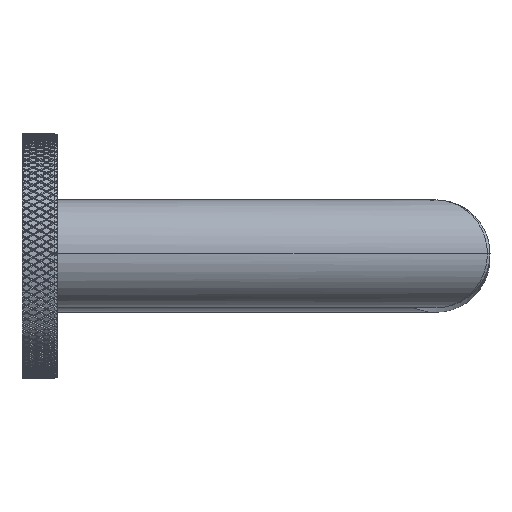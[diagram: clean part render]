
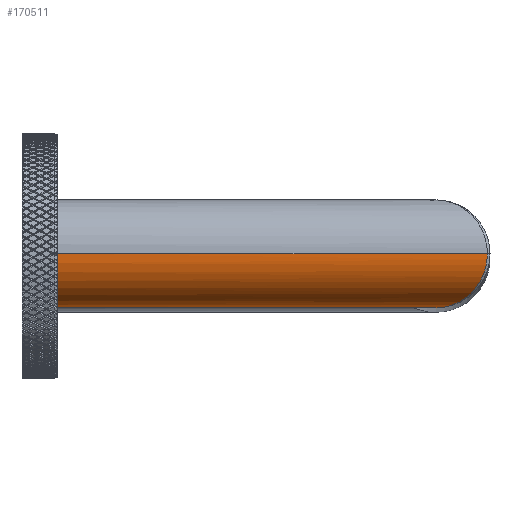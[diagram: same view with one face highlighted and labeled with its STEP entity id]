
A CAD part, top view. The second image highlights one B-rep face of the part: STEP entity #170511.
In plain terms, the highlighted cylindrical face has radius 9.995 mm (diameter 19.99 mm), a partial arc.
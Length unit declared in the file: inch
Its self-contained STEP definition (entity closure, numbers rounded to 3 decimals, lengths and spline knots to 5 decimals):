
#7=DIRECTION('',(1.,0.,0.));
#8=VECTOR('',#7,2.3425);
#9=CARTESIAN_POINT('',(0.,0.,8.6065));
#10=LINE('',#9,#8);
#41830=CARTESIAN_POINT('',(0.,0.,9.));
#41831=DIRECTION('',(1.,0.,0.));
#41832=DIRECTION('',(0.,0.,1.));
#41833=AXIS2_PLACEMENT_3D('',#41830,#41831,#41832);
#41835=DIRECTION('',(1.,0.,0.));
#41836=VECTOR('',#41835,3.1295);
#41837=CARTESIAN_POINT('',(0.,0.,9.3935));
#41838=LINE('',#41837,#41836);
#41839=CARTESIAN_POINT('',(3.1295,0.,
9.3935));
#41840=CARTESIAN_POINT('',(3.1295,-0.01038,
9.3935));
#41841=CARTESIAN_POINT('',(3.12872,-0.03128,
9.39268));
#41842=CARTESIAN_POINT('',(3.12513,-0.06279,
9.3889));
#41843=CARTESIAN_POINT('',(3.11904,-0.09434,
9.38248));
#41844=CARTESIAN_POINT('',(3.11036,-0.12583,
9.37333));
#41845=CARTESIAN_POINT('',(3.09888,-0.15729,
9.36124));
#41846=CARTESIAN_POINT('',(3.0844,-0.18855,
9.34599));
#41847=CARTESIAN_POINT('',(3.06674,-0.21935,
9.32738));
#41848=CARTESIAN_POINT('',(3.04566,-0.24939,
9.30517));
#41849=CARTESIAN_POINT('',(3.02099,-0.27825,
9.27918));
#41850=CARTESIAN_POINT('',(2.99261,-0.30539,
9.24928));
#41851=CARTESIAN_POINT('',(2.96049,-0.33021,
9.21544));
#41852=CARTESIAN_POINT('',(2.92478,-0.35196,
9.17781));
#41853=CARTESIAN_POINT('',(2.88581,-0.3699,
9.13676));
#41854=CARTESIAN_POINT('',(2.84417,-0.38331,
9.09289));
#41855=CARTESIAN_POINT('',(2.80055,-0.39162,
9.04694));
#41856=CARTESIAN_POINT('',(2.77093,-0.3935,
9.01573));
#41857=CARTESIAN_POINT('',(2.756,-0.3935,
9.));
#41859=CARTESIAN_POINT('',(2.3425,0.,8.6065));
#41860=CARTESIAN_POINT('',(2.3425,-0.00946,
8.6065));
#41861=CARTESIAN_POINT('',(2.34322,-0.02849,
8.60718));
#41862=CARTESIAN_POINT('',(2.34651,-0.05721,
8.61032));
#41863=CARTESIAN_POINT('',(2.35211,-0.08603,
8.61564));
#41864=CARTESIAN_POINT('',(2.36011,-0.11493,
8.62325));
#41865=CARTESIAN_POINT('',(2.37071,-0.14397,
8.63334));
#41866=CARTESIAN_POINT('',(2.38411,-0.17304,
8.6461));
#41867=CARTESIAN_POINT('',(2.40056,-0.20201,
8.66176));
#41868=CARTESIAN_POINT('',(2.42032,-0.23066,
8.68055));
#41869=CARTESIAN_POINT('',(2.4436,-0.25866,
8.70271));
#41870=CARTESIAN_POINT('',(2.47063,-0.28562,
8.72844));
#41871=CARTESIAN_POINT('',(2.50154,-0.31101,
8.75785));
#41872=CARTESIAN_POINT('',(2.53635,-0.33424,
8.79098));
#41873=CARTESIAN_POINT('',(2.5749,-0.35461,
8.82766));
#41874=CARTESIAN_POINT('',(2.61684,-0.37141,
8.86757));
#41875=CARTESIAN_POINT('',(2.66159,-0.38398,
8.91015));
#41876=CARTESIAN_POINT('',(2.70828,-0.39174,
8.95459));
#41877=CARTESIAN_POINT('',(2.74,-0.3935,
8.98477));
#41878=CARTESIAN_POINT('',(2.756,-0.3935,
9.));
#83954=CARTESIAN_POINT('',(2.3425,0.,
8.6065));
#83955=VERTEX_POINT('',#83954);
#83958=VERTEX_POINT('',#41839);
#83959=VERTEX_POINT('',#41857);
#91628=CARTESIAN_POINT('',(0.,0.,8.6065));
#91629=CARTESIAN_POINT('',(0.,0.,9.3935));
#91630=VERTEX_POINT('',#91628);
#91631=VERTEX_POINT('',#91629);
#170497=CARTESIAN_POINT('',(0.,0.,9.));
#170498=DIRECTION('',(1.,0.,0.));
#170499=DIRECTION('',(0.,0.,-1.));
#170500=AXIS2_PLACEMENT_3D('',#170497,#170498,#170499);
#170501=CYLINDRICAL_SURFACE('',#170500,0.3935);
#170502=ORIENTED_EDGE('',*,*,#91662,.F.);
#170503=ORIENTED_EDGE('',*,*,#91645,.T.);
#170505=ORIENTED_EDGE('',*,*,#170504,.T.);
#170507=ORIENTED_EDGE('',*,*,#170506,.F.);
#170508=ORIENTED_EDGE('',*,*,#91639,.F.);
#170509=EDGE_LOOP('',(#170502,#170503,#170505,#170507,#170508));
#170510=FACE_OUTER_BOUND('',#170509,.F.);
#170511=ADVANCED_FACE('',(#170510),#170501,.T.);
#41834=CIRCLE('',#41833,0.3935);
#41858=B_SPLINE_CURVE_WITH_KNOTS('',3,(#41839,#41840,#41841,#41842,#41843,
#41844,#41845,#41846,#41847,#41848,#41849,#41850,#41851,#41852,#41853,#41854,
#41855,#41856,#41857),.UNSPECIFIED.,.F.,.F.,(4,1,1,1,1,1,1,1,1,1,1,1,1,1,1,1,4),
(0.,0.0625,0.125,0.1875,0.25,0.3125,0.375,0.4375,0.5,0.5625,
0.625,0.6875,0.75,0.8125,0.875,0.9375,1.),.UNSPECIFIED.);
#41879=B_SPLINE_CURVE_WITH_KNOTS('',3,(#41859,#41860,#41861,#41862,#41863,
#41864,#41865,#41866,#41867,#41868,#41869,#41870,#41871,#41872,#41873,#41874,
#41875,#41876,#41877,#41878),.UNSPECIFIED.,.F.,.F.,(4,1,1,1,1,1,1,1,1,1,1,1,1,1,
1,1,1,4),(0.,0.05882,0.11765,0.17647,
0.23529,0.29412,0.35294,0.41176,
0.47059,0.52941,0.58824,0.64706,
0.70588,0.76471,0.82353,0.88235,
0.94118,1.),.UNSPECIFIED.);
#91639=EDGE_CURVE('',#91630,#83955,#10,.T.);
#91645=EDGE_CURVE('',#91631,#83958,#41838,.T.);
#91662=EDGE_CURVE('',#91631,#91630,#41834,.T.);
#170504=EDGE_CURVE('',#83958,#83959,#41858,.T.);
#170506=EDGE_CURVE('',#83955,#83959,#41879,.T.);
